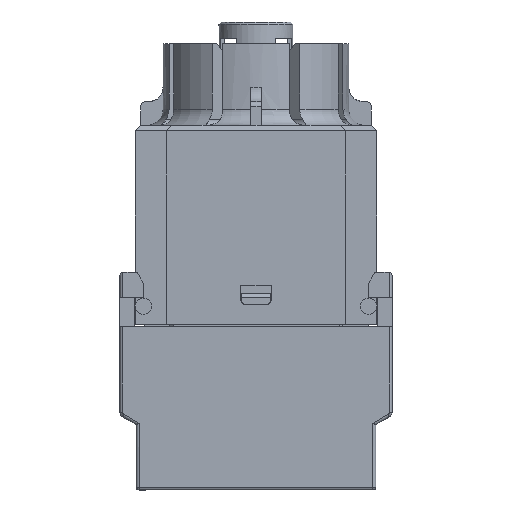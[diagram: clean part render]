
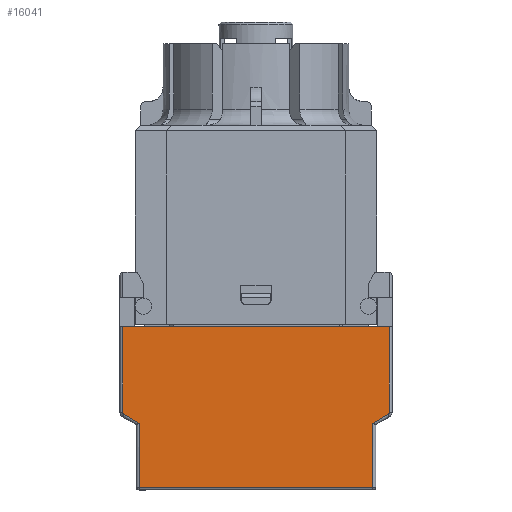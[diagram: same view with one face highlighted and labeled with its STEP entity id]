
A CAD part, left-side view. The second image highlights one B-rep face of the part: STEP entity #16041.
In plain terms, the highlighted planar face has unit normal (-1, 0, 0).
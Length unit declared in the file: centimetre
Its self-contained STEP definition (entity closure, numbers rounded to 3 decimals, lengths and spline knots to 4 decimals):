
#1550=CIRCLE('',#17088,0.025);
#1562=CIRCLE('',#17116,0.025);
#2167=FACE_OUTER_BOUND('',#3040,.T.);
#3040=EDGE_LOOP('',(#13378,#13379,#13380,#13381,#13382,#13383,#13384,#13385,
#13386,#13387));
#3843=LINE('',#22889,#5486);
#4567=LINE('',#29223,#6210);
#4569=LINE('',#29240,#6212);
#4570=LINE('',#29254,#6213);
#4571=LINE('',#29256,#6214);
#4575=LINE('',#29266,#6218);
#4581=LINE('',#29293,#6224);
#4582=LINE('',#29307,#6225);
#5486=VECTOR('',#18387,2.45);
#6210=VECTOR('',#20199,0.7845);
#6212=VECTOR('',#20209,0.1588);
#6213=VECTOR('',#20232,0.5894);
#6214=VECTOR('',#20235,2.15);
#6218=VECTOR('',#20247,0.5894);
#6224=VECTOR('',#20271,0.1588);
#6225=VECTOR('',#20278,0.7845);
#7134=VERTEX_POINT('',#22885);
#7136=VERTEX_POINT('',#22888);
#7806=VERTEX_POINT('',#29215);
#7807=VERTEX_POINT('',#29222);
#7808=VERTEX_POINT('',#29235);
#7809=VERTEX_POINT('',#29239);
#7811=VERTEX_POINT('',#29248);
#7813=VERTEX_POINT('',#29265);
#7816=VERTEX_POINT('',#29291);
#7817=VERTEX_POINT('',#29303);
#8718=EDGE_CURVE('',#7136,#7134,#3843,.T.);
#9767=EDGE_CURVE('',#7136,#7807,#4567,.T.);
#9771=EDGE_CURVE('',#7807,#7808,#1550,.T.);
#9772=EDGE_CURVE('',#7808,#7809,#4569,.T.);
#9780=EDGE_CURVE('',#7809,#7811,#4570,.T.);
#9781=EDGE_CURVE('',#7811,#7806,#4571,.T.);
#9786=EDGE_CURVE('',#7806,#7813,#4575,.T.);
#9797=EDGE_CURVE('',#7813,#7816,#4581,.T.);
#9799=EDGE_CURVE('',#7816,#7817,#1562,.T.);
#9800=EDGE_CURVE('',#7817,#7134,#4582,.T.);
#13378=ORIENTED_EDGE('',*,*,#9800,.F.);
#13379=ORIENTED_EDGE('',*,*,#9799,.F.);
#13380=ORIENTED_EDGE('',*,*,#9797,.F.);
#13381=ORIENTED_EDGE('',*,*,#9786,.F.);
#13382=ORIENTED_EDGE('',*,*,#9781,.F.);
#13383=ORIENTED_EDGE('',*,*,#9780,.F.);
#13384=ORIENTED_EDGE('',*,*,#9772,.F.);
#13385=ORIENTED_EDGE('',*,*,#9771,.F.);
#13386=ORIENTED_EDGE('',*,*,#9767,.F.);
#13387=ORIENTED_EDGE('',*,*,#8718,.T.);
#15315=PLANE('',#17118);
#16041=ADVANCED_FACE('',(#2167),#15315,.T.);
#17088=AXIS2_PLACEMENT_3D('',#29237,#20205,#20206);
#17116=AXIS2_PLACEMENT_3D('',#29305,#20274,#20275);
#17118=AXIS2_PLACEMENT_3D('',#29308,#20279,#20280);
#18387=DIRECTION('',(0.,1.,0.));
#20199=DIRECTION('',(0.,0.,-1.));
#20205=DIRECTION('center_axis',(1.,0.,0.));
#20206=DIRECTION('ref_axis',(0.,-0.866,-0.5));
#20209=DIRECTION('',(0.,0.866,-0.5));
#20232=DIRECTION('',(0.,0.,-1.));
#20235=DIRECTION('',(0.,1.,0.));
#20247=DIRECTION('',(0.,0.,1.));
#20271=DIRECTION('',(0.,0.866,0.5));
#20274=DIRECTION('center_axis',(1.,0.,0.));
#20275=DIRECTION('ref_axis',(0.,0.866,-0.5));
#20278=DIRECTION('',(0.,0.,1.));
#20279=DIRECTION('center_axis',(-1.,0.,0.));
#20280=DIRECTION('ref_axis',(0.,0.,
-1.));
#22885=CARTESIAN_POINT('',(-0.5769,1.6796,-0.7212));
#22888=CARTESIAN_POINT('',(-0.5769,-0.7704,-0.7212));
#22889=CARTESIAN_POINT('',(-0.5769,-0.1704,-0.7212));
#29215=CARTESIAN_POINT('',(-0.5769,1.5296,-2.1962));
#29222=CARTESIAN_POINT('',(-0.5769,-0.7704,-1.5057));
#29223=CARTESIAN_POINT('',(-0.5769,-0.7704,-1.3594));
#29235=CARTESIAN_POINT('',(-0.5769,-0.7579,-1.5274));
#29237=CARTESIAN_POINT('Origin',(-0.5769,-0.7454,
-1.5057));
#29239=CARTESIAN_POINT('',(-0.5769,-0.6204,-1.6068));
#29240=CARTESIAN_POINT('',(-0.5769,-0.3088,-1.7867));
#29248=CARTESIAN_POINT('',(-0.5769,-0.6204,-2.1962));
#29254=CARTESIAN_POINT('',(-0.5769,-0.6204,-1.7172));
#29256=CARTESIAN_POINT('',(-0.5769,1.0046,-2.1962));
#29265=CARTESIAN_POINT('',(-0.5769,1.5296,-1.6068));
#29266=CARTESIAN_POINT('',(-0.5769,1.5296,-1.4172));
#29291=CARTESIAN_POINT('',(-0.5769,1.6671,-1.5274));
#29293=CARTESIAN_POINT('',(-0.5769,1.2804,-1.7506));
#29303=CARTESIAN_POINT('',(-0.5769,1.6796,-1.5057));
#29305=CARTESIAN_POINT('Origin',(-0.5769,1.6546,-1.5057));
#29307=CARTESIAN_POINT('',(-0.5769,1.6796,-0.7172));
#29308=CARTESIAN_POINT('Origin',(-0.5769,0.4546,-1.2132));
